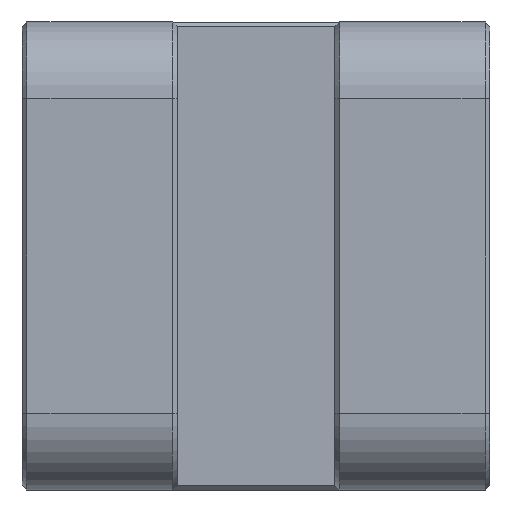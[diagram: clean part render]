
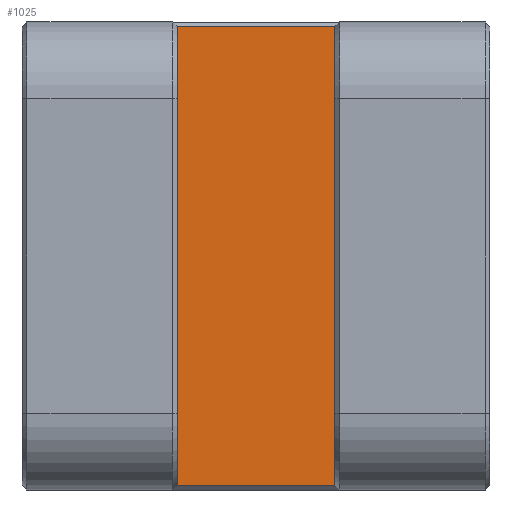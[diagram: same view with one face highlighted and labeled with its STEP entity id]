
A CAD part, front view. The second image highlights one B-rep face of the part: STEP entity #1025.
In plain terms, the highlighted planar face has unit normal (0, -1, 0).
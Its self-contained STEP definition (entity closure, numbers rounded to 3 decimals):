
#14 = DIRECTION ( 'NONE',  ( 0., 0., -1. ) ) ;
#146 = CARTESIAN_POINT ( 'NONE',  ( -4., 4.1, 11.9 ) ) ;
#180 = FACE_OUTER_BOUND ( 'NONE', #1780, .T. ) ;
#236 = CARTESIAN_POINT ( 'NONE',  ( 4., 4.1, -11.65 ) ) ;
#306 = CARTESIAN_POINT ( 'NONE',  ( -4., 4.1, 11.65 ) ) ;
#394 = DIRECTION ( 'NONE',  ( 1., 0., 0. ) ) ;
#928 = VERTEX_POINT ( 'NONE', #1955 ) ;
#1025 = ADVANCED_FACE ( 'NONE', ( #180 ), #1693, .F. ) ;
#1040 = LINE ( 'NONE', #236, #1393 ) ;
#1312 = EDGE_CURVE ( 'NONE', #3456, #2205, #1976, .T. ) ;
#1393 = VECTOR ( 'NONE', #394, 1000. ) ;
#1678 = ORIENTED_EDGE ( 'NONE', *, *, #5694, .T. ) ;
#1693 = PLANE ( 'NONE',  #2162 ) ;
#1780 = EDGE_LOOP ( 'NONE', ( #1678, #4861, #3452, #2896 ) ) ;
#1880 = VECTOR ( 'NONE', #14, 1000. ) ;
#1955 = CARTESIAN_POINT ( 'NONE',  ( -4., 4.1, -11.65 ) ) ;
#1976 = LINE ( 'NONE', #5539, #1880 ) ;
#2162 = AXIS2_PLACEMENT_3D ( 'NONE', #4306, #5257, #3946 ) ;
#2205 = VERTEX_POINT ( 'NONE', #4960 ) ;
#2619 = VECTOR ( 'NONE', #4343, 1000. ) ;
#2688 = CARTESIAN_POINT ( 'NONE',  ( -4., 4.1, 11.65 ) ) ;
#2703 = VERTEX_POINT ( 'NONE', #2688 ) ;
#2896 = ORIENTED_EDGE ( 'NONE', *, *, #5502, .T. ) ;
#3150 = LINE ( 'NONE', #146, #4292 ) ;
#3452 = ORIENTED_EDGE ( 'NONE', *, *, #1312, .F. ) ;
#3456 = VERTEX_POINT ( 'NONE', #4808 ) ;
#3638 = DIRECTION ( 'NONE',  ( 0., 0., -1. ) ) ;
#3946 = DIRECTION ( 'NONE',  ( 0., 0., 1. ) ) ;
#4292 = VECTOR ( 'NONE', #3638, 1000. ) ;
#4306 = CARTESIAN_POINT ( 'NONE',  ( 4., 4.1, 11.9 ) ) ;
#4343 = DIRECTION ( 'NONE',  ( -1., 0., 0. ) ) ;
#4808 = CARTESIAN_POINT ( 'NONE',  ( 4., 4.1, 11.65 ) ) ;
#4861 = ORIENTED_EDGE ( 'NONE', *, *, #5483, .T. ) ;
#4960 = CARTESIAN_POINT ( 'NONE',  ( 4., 4.1, -11.65 ) ) ;
#5257 = DIRECTION ( 'NONE',  ( 0., 1., 0. ) ) ;
#5317 = LINE ( 'NONE', #306, #2619 ) ;
#5483 = EDGE_CURVE ( 'NONE', #928, #2205, #1040, .T. ) ;
#5502 = EDGE_CURVE ( 'NONE', #3456, #2703, #5317, .T. ) ;
#5539 = CARTESIAN_POINT ( 'NONE',  ( 4., 4.1, 11.9 ) ) ;
#5694 = EDGE_CURVE ( 'NONE', #2703, #928, #3150, .T. ) ;
